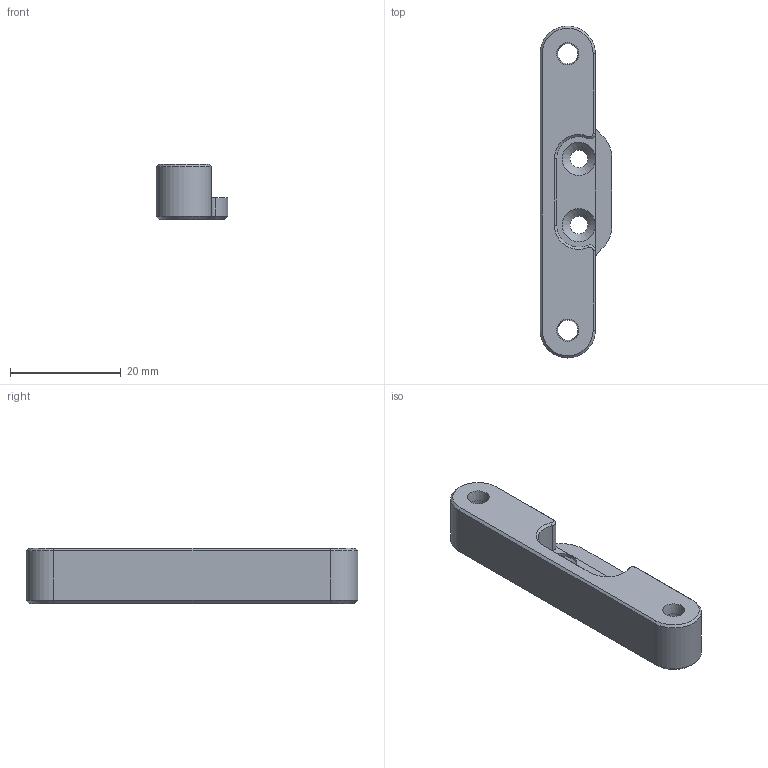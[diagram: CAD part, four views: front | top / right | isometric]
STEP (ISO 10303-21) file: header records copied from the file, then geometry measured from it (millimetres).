
FILE_DESCRIPTION(('FreeCAD Model'),'2;1');
FILE_NAME('Open CASCADE Shape Model','2021-12-21T19:16:40',('Author'),( ''),'Open CASCADE STEP processor 7.5','FreeCAD','Unknown');
FILE_SCHEMA(('AUTOMOTIVE_DESIGN { 1 0 10303 214 1 1 1 1 }'));
Length unit declared in the file: millimetre
Products named in the file (1): Body002
Bounding box: 13 x 60 x 10 mm (x, y, z)
Volume: 4869.3 mm3; surface area: 2809.5 mm2
Topology: 1 solids, 1 shells, 54 faces, 126 edges, 74 vertices
Faces by surface type: plane 20, cone 16, cylinder 16, bspline 2
Full cylindrical faces by diameter (mm): 3.2 x2, 3.6 x2, 6 x2
Entity records: 3250 total; most frequent: CARTESIAN_POINT 630, DIRECTION 504, LINE 279, VECTOR 279, ORIENTED_EDGE 252, PCURVE 252, DEFINITIONAL_REPRESENTATION 252, EDGE_CURVE 126
